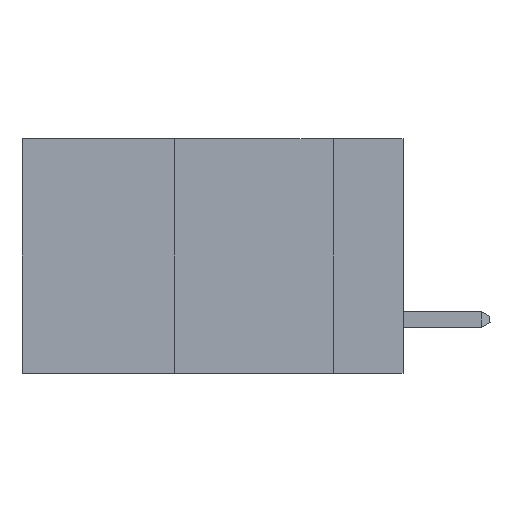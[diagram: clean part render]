
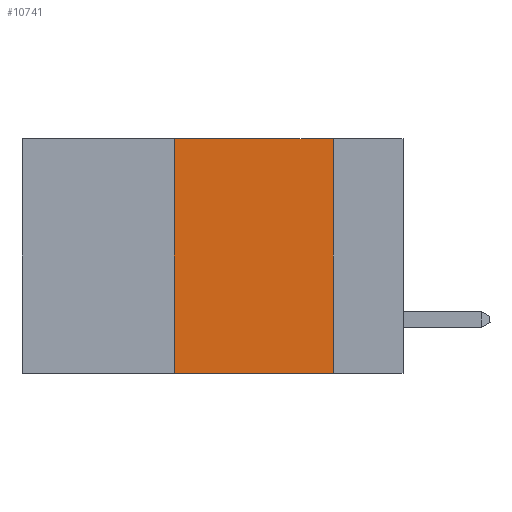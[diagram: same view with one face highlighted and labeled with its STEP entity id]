
A CAD part, left-side view. The second image highlights one B-rep face of the part: STEP entity #10741.
In plain terms, the highlighted planar face has unit normal (-1, 0, 0).
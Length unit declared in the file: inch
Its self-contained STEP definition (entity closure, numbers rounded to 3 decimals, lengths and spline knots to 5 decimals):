
#176 = CARTESIAN_POINT ( 'NONE',  ( 0., 0.6, 0. ) ) ;
#602 = VECTOR ( 'NONE', #6875, 39.37008 ) ;
#828 = CARTESIAN_POINT ( 'NONE',  ( 0., 0.11, 0. ) ) ;
#2372 = LINE ( 'NONE', #11717, #602 ) ;
#2556 = EDGE_CURVE ( 'NONE', #7291, #19821, #11085, .T. ) ;
#2855 = ORIENTED_EDGE ( 'NONE', *, *, #2556, .F. ) ;
#2879 = DIRECTION ( 'NONE',  ( 1., 0., 0. ) ) ;
#3430 = DIRECTION ( 'NONE',  ( 0., 0., -1. ) ) ;
#3775 = LINE ( 'NONE', #176, #12503 ) ;
#3813 = ORIENTED_EDGE ( 'NONE', *, *, #9902, .T. ) ;
#4497 = CARTESIAN_POINT ( 'NONE',  ( 0., 0.36, 0. ) ) ;
#5352 = EDGE_CURVE ( 'NONE', #12062, #19491, #2372, .T. ) ;
#5505 = CARTESIAN_POINT ( 'NONE',  ( 0., 0.11, -0.37 ) ) ;
#5650 = DIRECTION ( 'NONE',  ( 0., -1., 0. ) ) ;
#5681 = CARTESIAN_POINT ( 'NONE',  ( 0., 0.36, -0.37 ) ) ;
#5829 = AXIS2_PLACEMENT_3D ( 'NONE', #7902, #2879, #9478 ) ;
#6218 = ORIENTED_EDGE ( 'NONE', *, *, #15919, .F. ) ;
#6875 = DIRECTION ( 'NONE',  ( 0., 0., 1. ) ) ;
#7291 = VERTEX_POINT ( 'NONE', #828 ) ;
#7902 = CARTESIAN_POINT ( 'NONE',  ( 0., 0.6, 0. ) ) ;
#8426 = CARTESIAN_POINT ( 'NONE',  ( 0., 0.6, -0.37 ) ) ;
#9478 = DIRECTION ( 'NONE',  ( 0., 0., -1. ) ) ;
#9902 = EDGE_CURVE ( 'NONE', #12062, #19821, #16810, .T. ) ;
#9998 = FACE_OUTER_BOUND ( 'NONE', #10400, .T. ) ;
#10400 = EDGE_LOOP ( 'NONE', ( #2855, #6218, #17810, #3813 ) ) ;
#10741 = ADVANCED_FACE ( 'NONE', ( #9998 ), #14184, .F. ) ;
#11085 = LINE ( 'NONE', #13162, #19552 ) ;
#11717 = CARTESIAN_POINT ( 'NONE',  ( 0., 0.36, 0. ) ) ;
#12062 = VERTEX_POINT ( 'NONE', #5681 ) ;
#12503 = VECTOR ( 'NONE', #5650, 39.37008 ) ;
#13162 = CARTESIAN_POINT ( 'NONE',  ( 0., 0.11, 0. ) ) ;
#14184 = PLANE ( 'NONE',  #5829 ) ;
#15919 = EDGE_CURVE ( 'NONE', #19491, #7291, #3775, .T. ) ;
#16551 = DIRECTION ( 'NONE',  ( 0., -1., 0. ) ) ;
#16810 = LINE ( 'NONE', #8426, #17321 ) ;
#17321 = VECTOR ( 'NONE', #16551, 39.37008 ) ;
#17810 = ORIENTED_EDGE ( 'NONE', *, *, #5352, .F. ) ;
#19491 = VERTEX_POINT ( 'NONE', #4497 ) ;
#19552 = VECTOR ( 'NONE', #3430, 39.37008 ) ;
#19821 = VERTEX_POINT ( 'NONE', #5505 ) ;
